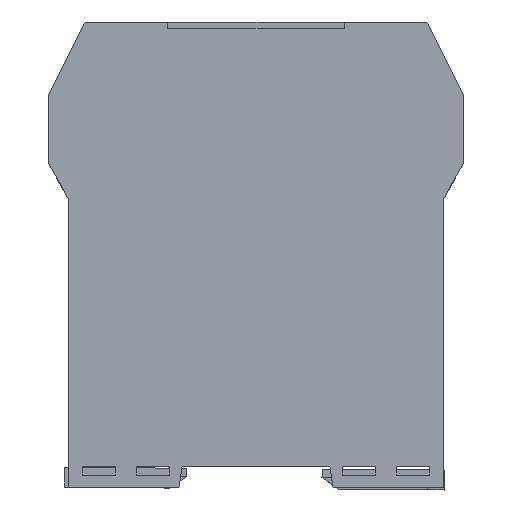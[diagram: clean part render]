
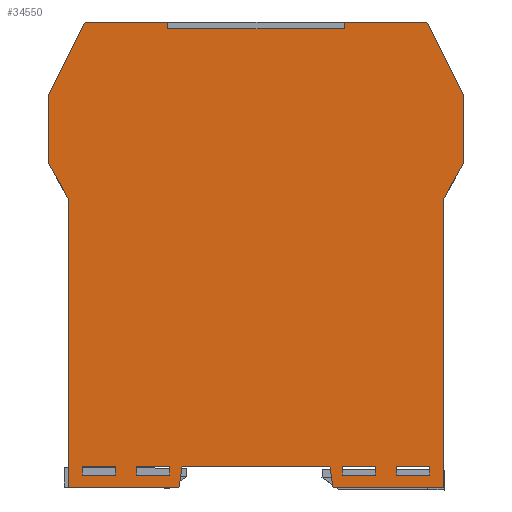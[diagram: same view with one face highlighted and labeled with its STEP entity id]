
A CAD part, top view. The second image highlights one B-rep face of the part: STEP entity #34550.
In plain terms, the highlighted planar face has unit normal (0, 0, 1).
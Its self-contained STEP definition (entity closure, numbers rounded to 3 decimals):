
#1225=LINE('',#48931,#5454);
#1229=LINE('',#48940,#5458);
#1233=LINE('',#48949,#5462);
#1237=LINE('',#48958,#5466);
#1251=LINE('',#48987,#5480);
#1255=LINE('',#48996,#5484);
#1259=LINE('',#49005,#5488);
#1263=LINE('',#49014,#5492);
#1283=LINE('',#49052,#5512);
#1294=LINE('',#49074,#5523);
#1307=LINE('',#49098,#5536);
#1318=LINE('',#49118,#5547);
#1326=LINE('',#49134,#5555);
#1353=LINE('',#49200,#5582);
#1355=LINE('',#49205,#5584);
#1741=LINE('',#50020,#5970);
#1744=LINE('',#50025,#5973);
#1746=LINE('',#50030,#5975);
#1748=LINE('',#50036,#5977);
#1750=LINE('',#50040,#5979);
#1752=LINE('',#50044,#5981);
#1754=LINE('',#50047,#5983);
#1755=LINE('',#50049,#5984);
#1756=LINE('',#50052,#5985);
#1758=LINE('',#50055,#5987);
#1759=LINE('',#50056,#5988);
#1760=LINE('',#50057,#5989);
#1761=LINE('',#50058,#5990);
#1762=LINE('',#50059,#5991);
#1764=LINE('',#50063,#5993);
#1766=LINE('',#50067,#5995);
#1768=LINE('',#50071,#5997);
#1770=LINE('',#50075,#5999);
#1772=LINE('',#50078,#6001);
#5454=VECTOR('',#39388,10.);
#5458=VECTOR('',#39394,10.);
#5462=VECTOR('',#39400,10.);
#5466=VECTOR('',#39406,10.);
#5480=VECTOR('',#39426,10.);
#5484=VECTOR('',#39432,10.);
#5488=VECTOR('',#39438,10.);
#5492=VECTOR('',#39444,10.);
#5512=VECTOR('',#39472,10.);
#5523=VECTOR('',#39491,10.);
#5536=VECTOR('',#39514,10.);
#5547=VECTOR('',#39533,10.);
#5555=VECTOR('',#39549,10.);
#5582=VECTOR('',#39592,10.);
#5584=VECTOR('',#39596,10.);
#5970=VECTOR('',#40360,10.);
#5973=VECTOR('',#40365,10.);
#5975=VECTOR('',#40369,10.);
#5977=VECTOR('',#40377,10.);
#5979=VECTOR('',#40381,10.);
#5981=VECTOR('',#40385,10.);
#5983=VECTOR('',#40389,10.);
#5984=VECTOR('',#40392,10.);
#5985=VECTOR('',#40395,10.);
#5987=VECTOR('',#40399,10.);
#5988=VECTOR('',#40400,10.);
#5989=VECTOR('',#40401,10.);
#5990=VECTOR('',#40402,10.);
#5991=VECTOR('',#40403,10.);
#5993=VECTOR('',#40407,10.);
#5995=VECTOR('',#40411,10.);
#5997=VECTOR('',#40415,10.);
#5999=VECTOR('',#40419,10.);
#6001=VECTOR('',#40423,10.);
#9677=PLANE('',#36621);
#10964=FACE_BOUND('',#13376,.T.);
#10965=FACE_BOUND('',#13377,.T.);
#10966=FACE_BOUND('',#13378,.T.);
#10967=FACE_BOUND('',#13379,.T.);
#11496=FACE_OUTER_BOUND('',#13375,.T.);
#13375=EDGE_LOOP('',(#25804,#25805,#25806,#25807,#25808,#25809,#25810,#25811,
#25812,#25813,#25814,#25815,#25816,#25817,#25818,#25819,#25820,#25821));
#13376=EDGE_LOOP('',(#25822,#25823,#25824,#25825));
#13377=EDGE_LOOP('',(#25826,#25827,#25828,#25829));
#13378=EDGE_LOOP('',(#25830,#25831,#25832,#25833));
#13379=EDGE_LOOP('',(#25834,#25835,#25836,#25837));
#16093=VERTEX_POINT('',#48929);
#16094=VERTEX_POINT('',#48930);
#16097=VERTEX_POINT('',#48938);
#16098=VERTEX_POINT('',#48939);
#16101=VERTEX_POINT('',#48947);
#16102=VERTEX_POINT('',#48948);
#16105=VERTEX_POINT('',#48956);
#16106=VERTEX_POINT('',#48957);
#16117=VERTEX_POINT('',#48985);
#16118=VERTEX_POINT('',#48986);
#16121=VERTEX_POINT('',#48994);
#16122=VERTEX_POINT('',#48995);
#16125=VERTEX_POINT('',#49003);
#16126=VERTEX_POINT('',#49004);
#16129=VERTEX_POINT('',#49012);
#16130=VERTEX_POINT('',#49013);
#16165=VERTEX_POINT('',#49131);
#16166=VERTEX_POINT('',#49133);
#16197=VERTEX_POINT('',#49198);
#16198=VERTEX_POINT('',#49202);
#16199=VERTEX_POINT('',#49204);
#16438=VERTEX_POINT('',#50017);
#16439=VERTEX_POINT('',#50019);
#16440=VERTEX_POINT('',#50023);
#16441=VERTEX_POINT('',#50027);
#16442=VERTEX_POINT('',#50029);
#16443=VERTEX_POINT('',#50035);
#16444=VERTEX_POINT('',#50039);
#16445=VERTEX_POINT('',#50043);
#16446=VERTEX_POINT('',#50051);
#16447=VERTEX_POINT('',#50062);
#16448=VERTEX_POINT('',#50066);
#16449=VERTEX_POINT('',#50070);
#16450=VERTEX_POINT('',#50074);
#19438=EDGE_CURVE('',#16093,#16094,#1225,.T.);
#19442=EDGE_CURVE('',#16097,#16098,#1229,.T.);
#19446=EDGE_CURVE('',#16101,#16102,#1233,.T.);
#19450=EDGE_CURVE('',#16105,#16106,#1237,.T.);
#19464=EDGE_CURVE('',#16117,#16118,#1251,.T.);
#19468=EDGE_CURVE('',#16121,#16122,#1255,.T.);
#19472=EDGE_CURVE('',#16125,#16126,#1259,.T.);
#19476=EDGE_CURVE('',#16129,#16130,#1263,.T.);
#19496=EDGE_CURVE('',#16106,#16101,#1283,.T.);
#19507=EDGE_CURVE('',#16098,#16093,#1294,.T.);
#19520=EDGE_CURVE('',#16122,#16117,#1307,.T.);
#19531=EDGE_CURVE('',#16130,#16125,#1318,.T.);
#19539=EDGE_CURVE('',#16165,#16166,#1326,.T.);
#19573=EDGE_CURVE('',#16197,#16165,#1353,.T.);
#19575=EDGE_CURVE('',#16198,#16199,#1355,.T.);
#19979=EDGE_CURVE('',#16438,#16439,#1741,.T.);
#19982=EDGE_CURVE('',#16440,#16438,#1744,.T.);
#19984=EDGE_CURVE('',#16441,#16442,#1746,.T.);
#19986=EDGE_CURVE('',#16442,#16443,#1748,.T.);
#19988=EDGE_CURVE('',#16443,#16444,#1750,.T.);
#19990=EDGE_CURVE('',#16444,#16445,#1752,.T.);
#19992=EDGE_CURVE('',#16445,#16440,#1754,.T.);
#19993=EDGE_CURVE('',#16439,#16197,#1755,.T.);
#19994=EDGE_CURVE('',#16166,#16446,#1756,.T.);
#19996=EDGE_CURVE('',#16126,#16129,#1758,.T.);
#19997=EDGE_CURVE('',#16118,#16121,#1759,.T.);
#19998=EDGE_CURVE('',#16446,#16198,#1760,.T.);
#19999=EDGE_CURVE('',#16102,#16105,#1761,.T.);
#20000=EDGE_CURVE('',#16094,#16097,#1762,.T.);
#20002=EDGE_CURVE('',#16199,#16447,#1764,.T.);
#20004=EDGE_CURVE('',#16447,#16448,#1766,.T.);
#20006=EDGE_CURVE('',#16448,#16449,#1768,.T.);
#20008=EDGE_CURVE('',#16449,#16450,#1770,.T.);
#20010=EDGE_CURVE('',#16450,#16441,#1772,.T.);
#25804=ORIENTED_EDGE('',*,*,#19986,.F.);
#25805=ORIENTED_EDGE('',*,*,#19984,.F.);
#25806=ORIENTED_EDGE('',*,*,#20010,.F.);
#25807=ORIENTED_EDGE('',*,*,#20008,.F.);
#25808=ORIENTED_EDGE('',*,*,#20006,.F.);
#25809=ORIENTED_EDGE('',*,*,#20004,.F.);
#25810=ORIENTED_EDGE('',*,*,#20002,.F.);
#25811=ORIENTED_EDGE('',*,*,#19575,.F.);
#25812=ORIENTED_EDGE('',*,*,#19998,.F.);
#25813=ORIENTED_EDGE('',*,*,#19994,.F.);
#25814=ORIENTED_EDGE('',*,*,#19539,.F.);
#25815=ORIENTED_EDGE('',*,*,#19573,.F.);
#25816=ORIENTED_EDGE('',*,*,#19993,.F.);
#25817=ORIENTED_EDGE('',*,*,#19979,.F.);
#25818=ORIENTED_EDGE('',*,*,#19982,.F.);
#25819=ORIENTED_EDGE('',*,*,#19992,.F.);
#25820=ORIENTED_EDGE('',*,*,#19990,.F.);
#25821=ORIENTED_EDGE('',*,*,#19988,.F.);
#25822=ORIENTED_EDGE('',*,*,#19442,.T.);
#25823=ORIENTED_EDGE('',*,*,#19507,.T.);
#25824=ORIENTED_EDGE('',*,*,#19438,.T.);
#25825=ORIENTED_EDGE('',*,*,#20000,.T.);
#25826=ORIENTED_EDGE('',*,*,#19450,.T.);
#25827=ORIENTED_EDGE('',*,*,#19496,.T.);
#25828=ORIENTED_EDGE('',*,*,#19446,.T.);
#25829=ORIENTED_EDGE('',*,*,#19999,.T.);
#25830=ORIENTED_EDGE('',*,*,#19468,.T.);
#25831=ORIENTED_EDGE('',*,*,#19520,.T.);
#25832=ORIENTED_EDGE('',*,*,#19464,.T.);
#25833=ORIENTED_EDGE('',*,*,#19997,.T.);
#25834=ORIENTED_EDGE('',*,*,#19476,.T.);
#25835=ORIENTED_EDGE('',*,*,#19531,.T.);
#25836=ORIENTED_EDGE('',*,*,#19472,.T.);
#25837=ORIENTED_EDGE('',*,*,#19996,.T.);
#34550=ADVANCED_FACE('',(#11496,#10964,#10965,#10966,#10967),#9677,.T.);
#36621=AXIS2_PLACEMENT_3D('',#50079,#40424,#40425);
#39388=DIRECTION('',(0.,1.,0.));
#39394=DIRECTION('',(0.,-1.,0.));
#39400=DIRECTION('',(0.,1.,0.));
#39406=DIRECTION('',(0.,-1.,0.));
#39426=DIRECTION('',(0.,1.,0.));
#39432=DIRECTION('',(0.,-1.,0.));
#39438=DIRECTION('',(0.,1.,0.));
#39444=DIRECTION('',(0.,-1.,0.));
#39472=DIRECTION('',(-1.,0.,0.));
#39491=DIRECTION('',(-1.,0.,0.));
#39514=DIRECTION('',(-1.,0.,0.));
#39533=DIRECTION('',(-1.,0.,0.));
#39549=DIRECTION('',(-1.,0.,0.));
#39592=DIRECTION('',(0.,-1.,0.));
#39596=DIRECTION('',(-0.148,-0.989,0.));
#40360=DIRECTION('',(0.,-1.,0.));
#40365=DIRECTION('',(0.451,-0.892,0.));
#40369=DIRECTION('',(1.,0.,0.));
#40377=DIRECTION('',(0.,-1.,0.));
#40381=DIRECTION('',(1.,0.,0.));
#40385=DIRECTION('',(0.,1.,0.));
#40389=DIRECTION('',(1.,0.,0.));
#40392=DIRECTION('',(-0.49,-0.872,0.));
#40395=DIRECTION('',(-0.148,0.989,0.));
#40399=DIRECTION('',(1.,0.,0.));
#40400=DIRECTION('',(1.,0.,0.));
#40401=DIRECTION('',(-1.,0.,0.));
#40402=DIRECTION('',(1.,0.,0.));
#40403=DIRECTION('',(1.,0.,0.));
#40407=DIRECTION('',(-1.,0.,0.));
#40411=DIRECTION('',(0.,1.,0.));
#40415=DIRECTION('',(-0.49,0.872,0.));
#40419=DIRECTION('',(0.,1.,0.));
#40423=DIRECTION('',(0.451,0.892,0.));
#40424=DIRECTION('center_axis',(0.,0.,1.));
#40425=DIRECTION('ref_axis',(1.,0.,0.));
#48929=CARTESIAN_POINT('',(-0.7,-107.25,8.75));
#48930=CARTESIAN_POINT('',(-0.7,-105.15,8.75));
#48931=CARTESIAN_POINT('',(-0.7,-81.623,8.75));
#48938=CARTESIAN_POINT('',(7.2,-105.15,8.75));
#48939=CARTESIAN_POINT('',(7.2,-107.25,8.75));
#48940=CARTESIAN_POINT('',(7.2,-80.573,8.75));
#48947=CARTESIAN_POINT('',(12.2,-107.25,8.75));
#48948=CARTESIAN_POINT('',(12.2,-105.15,8.75));
#48949=CARTESIAN_POINT('',(12.2,-81.623,8.75));
#48956=CARTESIAN_POINT('',(20.1,-105.15,8.75));
#48957=CARTESIAN_POINT('',(20.1,-107.25,8.75));
#48958=CARTESIAN_POINT('',(20.1,-80.573,8.75));
#48985=CARTESIAN_POINT('',(60.9,-107.25,8.75));
#48986=CARTESIAN_POINT('',(60.9,-105.15,8.75));
#48987=CARTESIAN_POINT('',(60.9,-81.623,8.75));
#48994=CARTESIAN_POINT('',(68.8,-105.15,8.75));
#48995=CARTESIAN_POINT('',(68.8,-107.25,8.75));
#48996=CARTESIAN_POINT('',(68.8,-80.573,8.75));
#49003=CARTESIAN_POINT('',(73.8,-107.25,8.75));
#49004=CARTESIAN_POINT('',(73.8,-105.15,8.75));
#49005=CARTESIAN_POINT('',(73.8,-81.623,8.75));
#49012=CARTESIAN_POINT('',(81.7,-105.15,8.75));
#49013=CARTESIAN_POINT('',(81.7,-107.25,8.75));
#49014=CARTESIAN_POINT('',(81.7,-80.573,8.75));
#49052=CARTESIAN_POINT('',(30.3,-107.25,8.75));
#49074=CARTESIAN_POINT('',(23.85,-107.25,8.75));
#49098=CARTESIAN_POINT('',(54.65,-107.25,8.75));
#49118=CARTESIAN_POINT('',(61.1,-107.25,8.75));
#49131=CARTESIAN_POINT('',(85.,-110.15,8.75));
#49133=CARTESIAN_POINT('',(58.75,-110.15,8.75));
#49134=CARTESIAN_POINT('',(85.,-110.15,8.75));
#49198=CARTESIAN_POINT('',(85.,-41.65,8.75));
#49200=CARTESIAN_POINT('',(85.,-41.65,8.75));
#49202=CARTESIAN_POINT('',(23.,-105.15,8.75));
#49204=CARTESIAN_POINT('',(22.25,-110.15,8.75));
#49205=CARTESIAN_POINT('',(23.,-105.15,8.75));
#50017=CARTESIAN_POINT('',(89.75,-17.3,8.75));
#50019=CARTESIAN_POINT('',(89.75,-33.2,8.75));
#50020=CARTESIAN_POINT('',(89.75,-17.3,8.75));
#50023=CARTESIAN_POINT('',(81.,0.,8.75));
#50025=CARTESIAN_POINT('',(81.,0.,8.75));
#50027=CARTESIAN_POINT('',(0.,0.,8.75));
#50029=CARTESIAN_POINT('',(19.6,0.,8.75));
#50030=CARTESIAN_POINT('',(0.,0.,8.75));
#50035=CARTESIAN_POINT('',(19.6,-1.5,8.75));
#50036=CARTESIAN_POINT('',(19.6,0.,8.75));
#50039=CARTESIAN_POINT('',(61.4,-1.5,8.75));
#50040=CARTESIAN_POINT('',(19.6,-1.5,8.75));
#50043=CARTESIAN_POINT('',(61.4,0.,8.75));
#50044=CARTESIAN_POINT('',(61.4,-1.5,8.75));
#50047=CARTESIAN_POINT('',(61.4,0.,8.75));
#50049=CARTESIAN_POINT('',(89.75,-33.2,8.75));
#50051=CARTESIAN_POINT('',(58.,-105.15,8.75));
#50052=CARTESIAN_POINT('',(58.75,-110.15,8.75));
#50055=CARTESIAN_POINT('',(57.15,-105.15,8.75));
#50056=CARTESIAN_POINT('',(50.7,-105.15,8.75));
#50057=CARTESIAN_POINT('',(58.,-105.15,8.75));
#50058=CARTESIAN_POINT('',(26.35,-105.15,8.75));
#50059=CARTESIAN_POINT('',(19.9,-105.15,8.75));
#50062=CARTESIAN_POINT('',(-4.,-110.15,8.75));
#50063=CARTESIAN_POINT('',(22.25,-110.15,8.75));
#50066=CARTESIAN_POINT('',(-4.,-41.65,8.75));
#50067=CARTESIAN_POINT('',(-4.,-110.15,8.75));
#50070=CARTESIAN_POINT('',(-8.75,-33.2,8.75));
#50071=CARTESIAN_POINT('',(-4.,-41.65,8.75));
#50074=CARTESIAN_POINT('',(-8.75,-17.3,8.75));
#50075=CARTESIAN_POINT('',(-8.75,-33.2,8.75));
#50078=CARTESIAN_POINT('',(-8.75,-17.3,8.75));
#50079=CARTESIAN_POINT('Origin',(40.5,-55.997,8.75));
